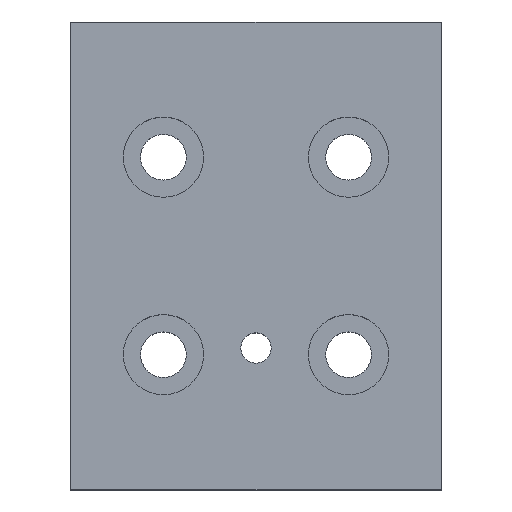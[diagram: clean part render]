
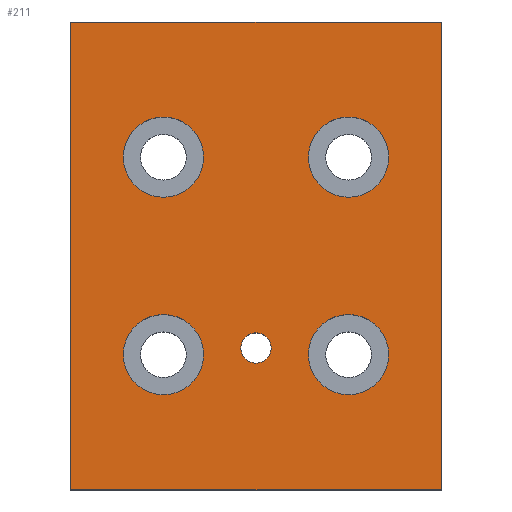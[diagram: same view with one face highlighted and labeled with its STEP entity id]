
A CAD part, top view. The second image highlights one B-rep face of the part: STEP entity #211.
In plain terms, the highlighted planar face has unit normal (0, 0, 1).
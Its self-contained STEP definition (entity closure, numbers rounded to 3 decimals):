
#62=CARTESIAN_POINT('Vertex',(168.72,158.086,31.)) ;
#76=CARTESIAN_POINT('Vertex',(171.179,158.086,31.)) ;
#79=CARTESIAN_POINT('Axis2P3D Location',(169.95,158.086,31.)) ;
#91=CARTESIAN_POINT('Axis2P3D Location',(0.,0.,31.)) ;
#96=CARTESIAN_POINT('Line Origine',(154.95,165.55,31.)) ;
#100=CARTESIAN_POINT('Vertex',(154.95,184.5,31.)) ;
#102=CARTESIAN_POINT('Vertex',(154.95,146.6,31.)) ;
#105=CARTESIAN_POINT('Line Origine',(169.95,146.6,31.)) ;
#109=CARTESIAN_POINT('Vertex',(184.95,146.6,31.)) ;
#112=CARTESIAN_POINT('Line Origine',(184.95,165.55,31.)) ;
#116=CARTESIAN_POINT('Vertex',(184.95,184.5,31.)) ;
#119=CARTESIAN_POINT('Line Origine',(169.95,184.5,31.)) ;
#130=CARTESIAN_POINT('Axis2P3D Location',(169.95,158.086,31.)) ;
#139=CARTESIAN_POINT('Axis2P3D Location',(177.45,173.55,31.)) ;
#143=CARTESIAN_POINT('Vertex',(174.2,173.55,31.)) ;
#145=CARTESIAN_POINT('Vertex',(180.7,173.55,31.)) ;
#148=CARTESIAN_POINT('Axis2P3D Location',(177.45,173.55,31.)) ;
#157=CARTESIAN_POINT('Axis2P3D Location',(162.45,173.55,31.)) ;
#161=CARTESIAN_POINT('Vertex',(159.2,173.55,31.)) ;
#163=CARTESIAN_POINT('Vertex',(165.7,173.55,31.)) ;
#166=CARTESIAN_POINT('Axis2P3D Location',(162.45,173.55,31.)) ;
#175=CARTESIAN_POINT('Axis2P3D Location',(162.45,157.55,31.)) ;
#179=CARTESIAN_POINT('Vertex',(159.2,157.55,31.)) ;
#181=CARTESIAN_POINT('Vertex',(165.7,157.55,31.)) ;
#184=CARTESIAN_POINT('Axis2P3D Location',(162.45,157.55,31.)) ;
#193=CARTESIAN_POINT('Axis2P3D Location',(177.45,157.55,31.)) ;
#197=CARTESIAN_POINT('Vertex',(174.2,157.55,31.)) ;
#199=CARTESIAN_POINT('Vertex',(180.7,157.55,31.)) ;
#202=CARTESIAN_POINT('Axis2P3D Location',(177.45,157.55,31.)) ;
#80=DIRECTION('Axis2P3D Direction',(0.,0.,-1.)) ;
#92=DIRECTION('Axis2P3D Direction',(0.,-0.,1.)) ;
#93=DIRECTION('Axis2P3D XDirection',(1.,0.,0.)) ;
#97=DIRECTION('Vector Direction',(0.,-1.,0.)) ;
#106=DIRECTION('Vector Direction',(-1.,0.,0.)) ;
#113=DIRECTION('Vector Direction',(0.,1.,0.)) ;
#120=DIRECTION('Vector Direction',(1.,0.,0.)) ;
#131=DIRECTION('Axis2P3D Direction',(0.,-0.,1.)) ;
#140=DIRECTION('Axis2P3D Direction',(0.,-0.,1.)) ;
#149=DIRECTION('Axis2P3D Direction',(0.,-0.,1.)) ;
#158=DIRECTION('Axis2P3D Direction',(0.,-0.,1.)) ;
#167=DIRECTION('Axis2P3D Direction',(0.,-0.,1.)) ;
#176=DIRECTION('Axis2P3D Direction',(0.,-0.,1.)) ;
#185=DIRECTION('Axis2P3D Direction',(0.,-0.,1.)) ;
#194=DIRECTION('Axis2P3D Direction',(0.,-0.,1.)) ;
#203=DIRECTION('Axis2P3D Direction',(0.,-0.,1.)) ;
#81=AXIS2_PLACEMENT_3D('Circle Axis2P3D',#79,#80,$) ;
#94=AXIS2_PLACEMENT_3D('Plane Axis2P3D',#91,#92,#93) ;
#132=AXIS2_PLACEMENT_3D('Circle Axis2P3D',#130,#131,$) ;
#141=AXIS2_PLACEMENT_3D('Circle Axis2P3D',#139,#140,$) ;
#150=AXIS2_PLACEMENT_3D('Circle Axis2P3D',#148,#149,$) ;
#159=AXIS2_PLACEMENT_3D('Circle Axis2P3D',#157,#158,$) ;
#168=AXIS2_PLACEMENT_3D('Circle Axis2P3D',#166,#167,$) ;
#177=AXIS2_PLACEMENT_3D('Circle Axis2P3D',#175,#176,$) ;
#186=AXIS2_PLACEMENT_3D('Circle Axis2P3D',#184,#185,$) ;
#195=AXIS2_PLACEMENT_3D('Circle Axis2P3D',#193,#194,$) ;
#204=AXIS2_PLACEMENT_3D('Circle Axis2P3D',#202,#203,$) ;
#125=ORIENTED_EDGE('',*,*,#104,.T.) ;
#126=ORIENTED_EDGE('',*,*,#111,.T.) ;
#127=ORIENTED_EDGE('',*,*,#118,.T.) ;
#128=ORIENTED_EDGE('',*,*,#123,.T.) ;
#136=ORIENTED_EDGE('',*,*,#134,.F.) ;
#137=ORIENTED_EDGE('',*,*,#83,.F.) ;
#154=ORIENTED_EDGE('',*,*,#147,.F.) ;
#155=ORIENTED_EDGE('',*,*,#152,.F.) ;
#172=ORIENTED_EDGE('',*,*,#165,.F.) ;
#173=ORIENTED_EDGE('',*,*,#170,.F.) ;
#190=ORIENTED_EDGE('',*,*,#183,.F.) ;
#191=ORIENTED_EDGE('',*,*,#188,.F.) ;
#208=ORIENTED_EDGE('',*,*,#201,.F.) ;
#209=ORIENTED_EDGE('',*,*,#206,.F.) ;
#138=FACE_BOUND('',#135,.T.) ;
#156=FACE_BOUND('',#153,.T.) ;
#174=FACE_BOUND('',#171,.T.) ;
#192=FACE_BOUND('',#189,.T.) ;
#210=FACE_BOUND('',#207,.T.) ;
#98=VECTOR('Line Direction',#97,1.) ;
#107=VECTOR('Line Direction',#106,1.) ;
#114=VECTOR('Line Direction',#113,1.) ;
#121=VECTOR('Line Direction',#120,1.) ;
#211=ADVANCED_FACE('Corps principal',(#129,#138,#156,#174,#192,#210),#95,.T.) ;
#82=CIRCLE('generated circle',#81,1.23) ;
#133=CIRCLE('generated circle',#132,1.23) ;
#142=CIRCLE('generated circle',#141,3.25) ;
#151=CIRCLE('generated circle',#150,3.25) ;
#160=CIRCLE('generated circle',#159,3.25) ;
#169=CIRCLE('generated circle',#168,3.25) ;
#178=CIRCLE('generated circle',#177,3.25) ;
#187=CIRCLE('generated circle',#186,3.25) ;
#196=CIRCLE('generated circle',#195,3.25) ;
#205=CIRCLE('generated circle',#204,3.25) ;
#83=EDGE_CURVE('',#77,#63,#82,.F.) ;
#104=EDGE_CURVE('',#101,#103,#99,.T.) ;
#111=EDGE_CURVE('',#103,#110,#108,.F.) ;
#118=EDGE_CURVE('',#110,#117,#115,.T.) ;
#123=EDGE_CURVE('',#117,#101,#122,.F.) ;
#134=EDGE_CURVE('',#63,#77,#133,.T.) ;
#147=EDGE_CURVE('',#144,#146,#142,.T.) ;
#152=EDGE_CURVE('',#146,#144,#151,.T.) ;
#165=EDGE_CURVE('',#162,#164,#160,.T.) ;
#170=EDGE_CURVE('',#164,#162,#169,.T.) ;
#183=EDGE_CURVE('',#180,#182,#178,.T.) ;
#188=EDGE_CURVE('',#182,#180,#187,.T.) ;
#201=EDGE_CURVE('',#198,#200,#196,.T.) ;
#206=EDGE_CURVE('',#200,#198,#205,.T.) ;
#124=EDGE_LOOP('',(#125,#126,#127,#128)) ;
#135=EDGE_LOOP('',(#136,#137)) ;
#153=EDGE_LOOP('',(#154,#155)) ;
#171=EDGE_LOOP('',(#172,#173)) ;
#189=EDGE_LOOP('',(#190,#191)) ;
#207=EDGE_LOOP('',(#208,#209)) ;
#129=FACE_OUTER_BOUND('',#124,.T.) ;
#99=LINE('Line',#96,#98) ;
#108=LINE('Line',#105,#107) ;
#115=LINE('Line',#112,#114) ;
#122=LINE('Line',#119,#121) ;
#95=PLANE('',#94) ;
#63=VERTEX_POINT('',#62) ;
#77=VERTEX_POINT('',#76) ;
#101=VERTEX_POINT('',#100) ;
#103=VERTEX_POINT('',#102) ;
#110=VERTEX_POINT('',#109) ;
#117=VERTEX_POINT('',#116) ;
#144=VERTEX_POINT('',#143) ;
#146=VERTEX_POINT('',#145) ;
#162=VERTEX_POINT('',#161) ;
#164=VERTEX_POINT('',#163) ;
#180=VERTEX_POINT('',#179) ;
#182=VERTEX_POINT('',#181) ;
#198=VERTEX_POINT('',#197) ;
#200=VERTEX_POINT('',#199) ;
